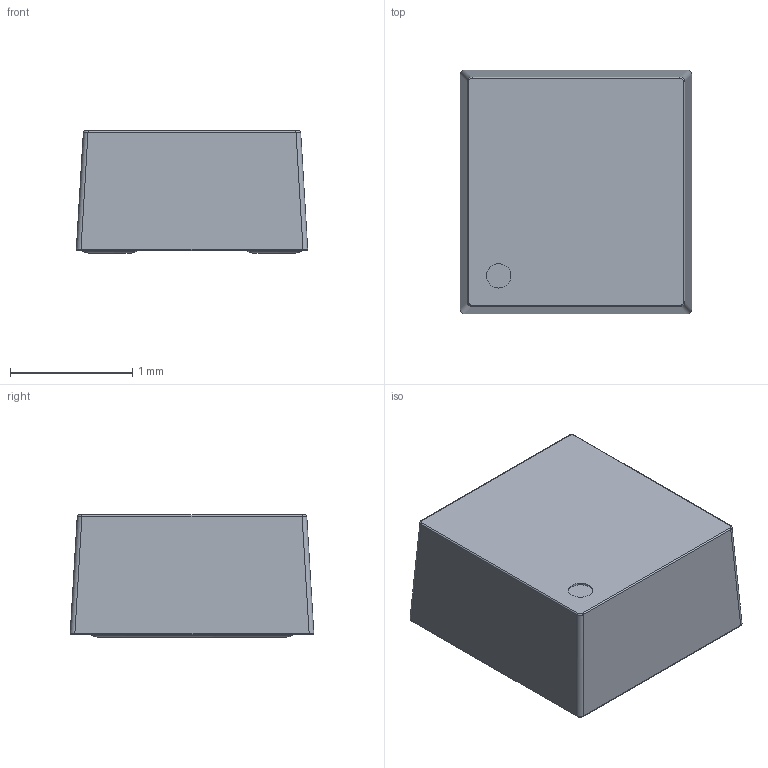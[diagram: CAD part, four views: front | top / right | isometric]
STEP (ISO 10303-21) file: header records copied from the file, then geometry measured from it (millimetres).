
FILE_DESCRIPTION(/* description */ ('Unknown'),/* implementation_level */ '2;1');
FILE_NAME(/* name */ 'XPL2010-222MLC',/* time_stamp */ '2023-11-02T14:54:09+02:00',/* author */ ('Unknown'),/* organization */ ('Unknown'),/* preprocessor_version */ 'ST-DEVELOPER v18.102',/* originating_system */ 'Solid Edge',/* authorisation */ 'Unknown');
FILE_SCHEMA (('AUTOMOTIVE_DESIGN {1 0 10303 214 3 1 1}'));
Length unit declared in the file: millimetre
Products named in the file (1): XPL2010-222MLC
Bounding box: 1.9 x 2 x 1 mm (x, y, z)
Volume: 3.5 mm3; surface area: 14.6 mm2
Topology: 1 solids, 1 shells, 55 faces, 131 edges, 74 vertices
Faces by surface type: cylinder 25, bspline 16, plane 14
Full cylindrical faces by diameter (mm): 0.2 x1
Entity records: 2152 total; most frequent: CARTESIAN_POINT 572, ORIENTED_EDGE 244, DIRECTION 236, EDGE_CURVE 122, AXIS2_PLACEMENT_3D 90, VERTEX_POINT 74, EDGE_LOOP 60, FACE_BOUND 60
